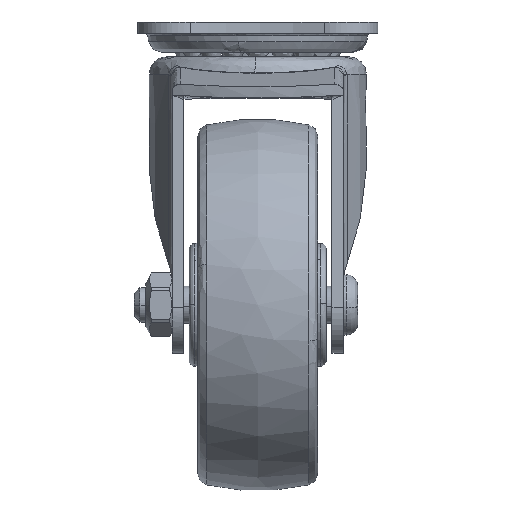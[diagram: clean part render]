
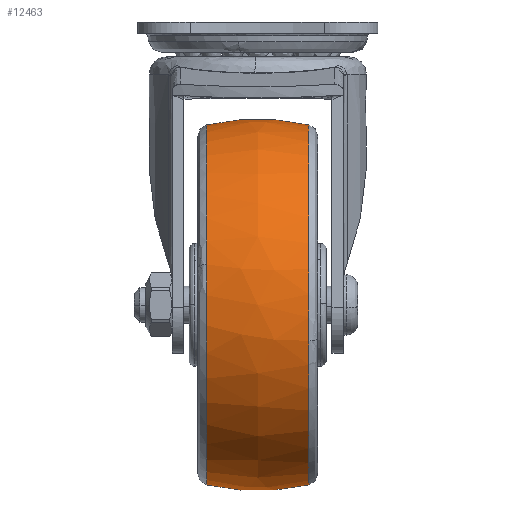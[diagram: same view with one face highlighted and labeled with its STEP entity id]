
A CAD part, left-side view. The second image highlights one B-rep face of the part: STEP entity #12463.
In plain terms, the highlighted free-form (B-spline) face has degree [2, 2] with [5, 5] control points.
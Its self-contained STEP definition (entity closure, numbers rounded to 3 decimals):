
#11443=CARTESIAN_POINT('',(0.0,8.947,31.486));
#11444=VERTEX_POINT('',#11443);
#11507=CARTESIAN_POINT('',(-30.684,8.947,7.061));
#11508=VERTEX_POINT('',#11507);
#11522=CARTESIAN_POINT('',(0.0,8.947,31.486));
#11523=CARTESIAN_POINT('',(-25.063,8.947,31.486));
#11524=CARTESIAN_POINT('',(-30.684,8.947,7.061));
#11532=(BOUNDED_CURVE()B_SPLINE_CURVE(2,(#11522,#11523,#11524),.UNSPECIFIED.,.F.,.U.)B_SPLINE_CURVE_WITH_KNOTS((3,3),(0.5,0.712),.UNSPECIFIED.)CURVE()GEOMETRIC_REPRESENTATION_ITEM()RATIONAL_B_SPLINE_CURVE((1.0,0.752,0.924))REPRESENTATION_ITEM(''));
#11533=EDGE_CURVE('',#11444,#11508,#11532,.T.);
#11561=CARTESIAN_POINT('',(0.0,8.947,-31.486));
#11562=VERTEX_POINT('',#11561);
#11576=CARTESIAN_POINT('',(-30.684,8.947,7.061));
#11577=CARTESIAN_POINT('',(-31.486,8.947,3.576));
#11578=CARTESIAN_POINT('',(-31.486,8.947,0.));
#11579=CARTESIAN_POINT('',(-31.486,8.947,-31.486));
#11580=CARTESIAN_POINT('',(0.0,8.947,-31.486));
#11588=(BOUNDED_CURVE()B_SPLINE_CURVE(2,(#11576,#11577,#11578,#11579,#11580),.UNSPECIFIED.,.F.,.U.)B_SPLINE_CURVE_WITH_KNOTS((3,2,3),(0.712,0.75,1.0),.UNSPECIFIED.)CURVE()GEOMETRIC_REPRESENTATION_ITEM()RATIONAL_B_SPLINE_CURVE((0.924,0.955,1.0,0.707,1.0))REPRESENTATION_ITEM(''));
#11589=EDGE_CURVE('',#11508,#11562,#11588,.T.);
#12337=CARTESIAN_POINT('',(0.0,-8.947,-31.486));
#12338=VERTEX_POINT('',#12337);
#12339=CARTESIAN_POINT('',(0.0,-8.947,-31.486));
#12340=CARTESIAN_POINT('',(0.0,-7.298,-31.865));
#12341=CARTESIAN_POINT('',(0.0,-3.58,-32.473));
#12342=CARTESIAN_POINT('',(0.0,2.452,-32.601));
#12343=CARTESIAN_POINT('',(0.0,6.749,-31.991));
#12344=CARTESIAN_POINT('',(0.0,8.947,-31.486));
#12345=B_SPLINE_CURVE_WITH_KNOTS('',3,(#12339,#12340,#12341,#12342,#12343,#12344),.UNSPECIFIED.,.F.,.U.,(4,1,1,4),(0.,5.076,11.28,18.047),.UNSPECIFIED.);
#12346=EDGE_CURVE('',#12338,#11562,#12345,.T.);
#12350=CARTESIAN_POINT('',(0.0,-8.947,31.486));
#12351=VERTEX_POINT('',#12350);
#12352=CARTESIAN_POINT('',(0.0,-8.947,31.486));
#12353=CARTESIAN_POINT('',(0.0,-6.749,31.991));
#12354=CARTESIAN_POINT('',(0.0,-2.966,32.528));
#12355=CARTESIAN_POINT('',(0.0,3.06,32.517));
#12356=CARTESIAN_POINT('',(0.0,6.794,31.981));
#12357=CARTESIAN_POINT('',(0.0,8.947,31.486));
#12358=B_SPLINE_CURVE_WITH_KNOTS('',3,(#12352,#12353,#12354,#12355,#12356,#12357),.UNSPECIFIED.,.F.,.U.,(4,1,1,4),(0.,6.768,11.421,18.047),.UNSPECIFIED.);
#12359=EDGE_CURVE('',#12351,#11444,#12358,.T.);
#12394=CARTESIAN_POINT('',(0.0,-9.854,31.267));
#12395=CARTESIAN_POINT('',(0.0,-5.004,32.5));
#12396=CARTESIAN_POINT('',(0.0,0.0,32.5));
#12397=CARTESIAN_POINT('',(0.0,5.004,32.5));
#12398=CARTESIAN_POINT('',(0.0,9.854,31.267));
#12399=CARTESIAN_POINT('',(-31.267,-9.854,31.267));
#12400=CARTESIAN_POINT('',(-32.5,-5.004,32.5));
#12401=CARTESIAN_POINT('',(-32.5,0.0,32.5));
#12402=CARTESIAN_POINT('',(-32.5,5.004,32.5));
#12403=CARTESIAN_POINT('',(-31.267,9.854,31.267));
#12404=CARTESIAN_POINT('',(-31.267,-9.854,0.));
#12405=CARTESIAN_POINT('',(-32.5,-5.004,0.));
#12406=CARTESIAN_POINT('',(-32.5,0.0,0.));
#12407=CARTESIAN_POINT('',(-32.5,5.004,0.));
#12408=CARTESIAN_POINT('',(-31.267,9.854,0.));
#12409=CARTESIAN_POINT('',(-31.267,-9.854,-31.267));
#12410=CARTESIAN_POINT('',(-32.5,-5.004,-32.5));
#12411=CARTESIAN_POINT('',(-32.5,0.0,-32.5));
#12412=CARTESIAN_POINT('',(-32.5,5.004,-32.5));
#12413=CARTESIAN_POINT('',(-31.267,9.854,-31.267));
#12414=CARTESIAN_POINT('',(0.0,-9.854,-31.267));
#12415=CARTESIAN_POINT('',(0.0,-5.004,-32.5));
#12416=CARTESIAN_POINT('',(0.0,0.0,-32.5));
#12417=CARTESIAN_POINT('',(0.0,5.004,-32.5));
#12418=CARTESIAN_POINT('',(0.0,9.854,-31.267));
#12426=(BOUNDED_SURFACE()B_SPLINE_SURFACE(2,2,((#12394,#12399,#12404,#12409,#12414),(#12395,#12400,#12405,#12410,#12415),(#12396,#12401,#12406,#12411,#12416),(#12397,#12402,#12407,#12412,#12417),(#12398,#12403,#12408,#12413,#12418)),.UNSPECIFIED.,.F.,.F.,.U.)B_SPLINE_SURFACE_WITH_KNOTS((3,2,3),(3,2,3),(0.0,10.298,20.596),(0.0,53.848,107.696),.UNSPECIFIED.)GEOMETRIC_REPRESENTATION_ITEM()RATIONAL_B_SPLINE_SURFACE(((0.93,0.658,0.93,0.658,0.93),(0.957,0.677,0.957,0.677,0.957),(1.0,0.707,1.0,0.707,1.0),(0.957,0.677,0.957,0.677,0.957),(0.93,0.658,0.93,0.658,0.93)))REPRESENTATION_ITEM('')SURFACE());
#12427=ORIENTED_EDGE('',*,*,#12346,.F.);
#12428=CARTESIAN_POINT('',(-30.852,-8.947,-6.288));
#12429=VERTEX_POINT('',#12428);
#12430=CARTESIAN_POINT('',(-30.852,-8.947,-6.288));
#12431=CARTESIAN_POINT('',(-25.716,-8.947,-31.486));
#12432=CARTESIAN_POINT('',(0.0,-8.947,-31.486));
#12440=(BOUNDED_CURVE()B_SPLINE_CURVE(2,(#12430,#12431,#12432),.UNSPECIFIED.,.F.,.U.)B_SPLINE_CURVE_WITH_KNOTS((3,3),(0.784,1.0),.UNSPECIFIED.)CURVE()GEOMETRIC_REPRESENTATION_ITEM()RATIONAL_B_SPLINE_CURVE((0.931,0.747,1.0))REPRESENTATION_ITEM(''));
#12441=EDGE_CURVE('',#12429,#12338,#12440,.T.);
#12442=ORIENTED_EDGE('',*,*,#12441,.F.);
#12443=CARTESIAN_POINT('',(0.0,-8.947,31.486));
#12444=CARTESIAN_POINT('',(-31.486,-8.947,31.486));
#12445=CARTESIAN_POINT('',(-31.486,-8.947,0.));
#12446=CARTESIAN_POINT('',(-31.486,-8.947,-3.176));
#12447=CARTESIAN_POINT('',(-30.852,-8.947,-6.288));
#12455=(BOUNDED_CURVE()B_SPLINE_CURVE(2,(#12443,#12444,#12445,#12446,#12447),.UNSPECIFIED.,.F.,.U.)B_SPLINE_CURVE_WITH_KNOTS((3,2,3),(0.5,0.75,0.784),.UNSPECIFIED.)CURVE()GEOMETRIC_REPRESENTATION_ITEM()RATIONAL_B_SPLINE_CURVE((1.0,0.707,1.0,0.96,0.931))REPRESENTATION_ITEM(''));
#12456=EDGE_CURVE('',#12351,#12429,#12455,.T.);
#12457=ORIENTED_EDGE('',*,*,#12456,.F.);
#12458=ORIENTED_EDGE('',*,*,#12359,.T.);
#12459=ORIENTED_EDGE('',*,*,#11533,.T.);
#12460=ORIENTED_EDGE('',*,*,#11589,.T.);
#12461=EDGE_LOOP('',(#12427,#12442,#12457,#12458,#12459,#12460));
#12462=FACE_OUTER_BOUND('',#12461,.T.);
#12463=ADVANCED_FACE('',(#12462),#12426,.T.);
